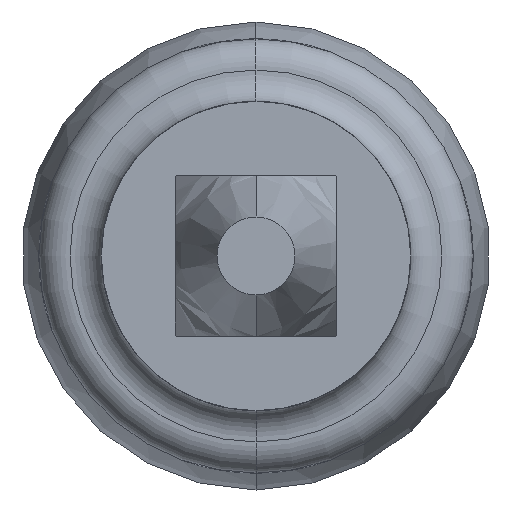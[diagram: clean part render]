
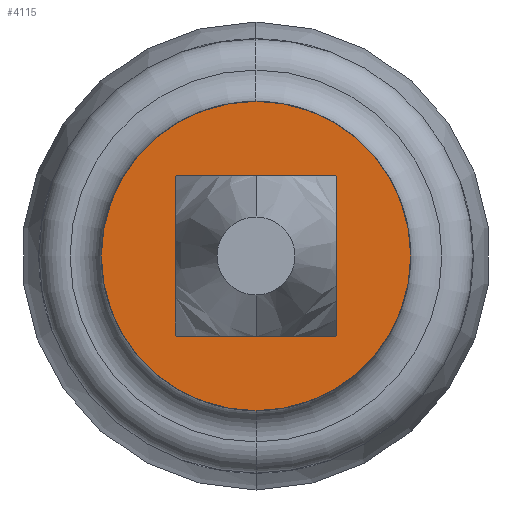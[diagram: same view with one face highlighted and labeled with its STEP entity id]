
A CAD part, front view. The second image highlights one B-rep face of the part: STEP entity #4115.
In plain terms, the highlighted planar face has unit normal (0, -1, 0).
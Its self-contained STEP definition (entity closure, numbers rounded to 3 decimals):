
#11 = DIRECTION ( 'NONE',  ( 0., 0., 1. ) ) ;
#50 = VERTEX_POINT ( 'NONE', #2726 ) ;
#281 = EDGE_CURVE ( 'Defeature ausgef�hrt3_1+Defeature ausgef�hrt3_48+Defeature ausgef�hrt3_54+Defeature ausgef�hrt3_55', #3240, #5636, #2185, .T. ) ;
#341 = FACE_BOUND ( 'NONE', #639, .T. ) ;
#403 = ORIENTED_EDGE ( 'NONE', *, *, #6300, .T. ) ;
#499 = VERTEX_POINT ( 'NONE', #6345 ) ;
#514 = EDGE_CURVE ( 'Defeature ausgef�hrt3_1+Defeature ausgef�hrt3_49+Defeature ausgef�hrt3_55+Defeature ausgef�hrt3_52', #3875, #499, #2469, .T. ) ;
#540 = DIRECTION ( 'NONE',  ( 0., 1., 0. ) ) ;
#595 = CARTESIAN_POINT ( 'NONE',  ( 0., -30., 0.595 ) ) ;
#639 = EDGE_LOOP ( 'NONE', ( #2021, #403, #710, #3497, #3484, #6174, #4847, #4800 ) ) ;
#710 = ORIENTED_EDGE ( 'NONE', *, *, #3122, .F. ) ;
#961 = VERTEX_POINT ( 'NONE', #1918 ) ;
#969 = EDGE_CURVE ( 'Defeature ausgef�hrt3_52+Defeature ausgef�hrt3_1+Defeature ausgef�hrt3_51+Defeature ausgef�hrt3_49', #5051, #499, #2769, .T. ) ;
#975 = CARTESIAN_POINT ( 'NONE',  ( -0.305, -30., -0.31 ) ) ;
#996 = CARTESIAN_POINT ( 'NONE',  ( 0., -30., 0. ) ) ;
#1055 = CARTESIAN_POINT ( 'NONE',  ( 0., -30., 0. ) ) ;
#1078 = DIRECTION ( 'NONE',  ( 0., 0., 1. ) ) ;
#1082 = LINE ( 'NONE', #2692, #3909 ) ;
#1136 = CARTESIAN_POINT ( 'NONE',  ( 0., -30., 0. ) ) ;
#1179 = DIRECTION ( 'NONE',  ( 0., 0., -1. ) ) ;
#1539 = DIRECTION ( 'NONE',  ( 0., 1., 0. ) ) ;
#1630 = CIRCLE ( 'NONE', #2287, 0.435 ) ;
#1644 = DIRECTION ( 'NONE',  ( 0., 0., 1. ) ) ;
#1914 = EDGE_CURVE ( 'Defeature ausgef�hrt3_53+Defeature ausgef�hrt3_1+Defeature ausgef�hrt3_50+Defeature ausgef�hrt3_51', #50, #3998, #4841, .T. ) ;
#1918 = CARTESIAN_POINT ( 'NONE',  ( 0.305, -30., -0.31 ) ) ;
#2021 = ORIENTED_EDGE ( 'NONE', *, *, #1914, .F. ) ;
#2157 = AXIS2_PLACEMENT_3D ( 'NONE', #3499, #1539, #2997 ) ;
#2174 = AXIS2_PLACEMENT_3D ( 'NONE', #4982, #4006, #1078 ) ;
#2185 = CIRCLE ( 'NONE', #2174, 0.435 ) ;
#2287 = AXIS2_PLACEMENT_3D ( 'NONE', #3102, #5576, #2673 ) ;
#2377 = CARTESIAN_POINT ( 'NONE',  ( 0.31, -30., 0.31 ) ) ;
#2413 = LINE ( 'NONE', #5326, #5780 ) ;
#2424 = EDGE_CURVE ( 'Defeature ausgef�hrt3_55+Defeature ausgef�hrt3_1+Defeature ausgef�hrt3_49+Defeature ausgef�hrt3_48', #3875, #5636, #1082, .T. ) ;
#2469 = CIRCLE ( 'NONE', #2580, 0.435 ) ;
#2473 = DIRECTION ( 'NONE',  ( 0., 1., 0. ) ) ;
#2493 = AXIS2_PLACEMENT_3D ( 'NONE', #996, #540, #11 ) ;
#2580 = AXIS2_PLACEMENT_3D ( 'NONE', #1055, #2473, #4492 ) ;
#2639 = DIRECTION ( 'NONE',  ( 0., 1., 0. ) ) ;
#2673 = DIRECTION ( 'NONE',  ( 0., 0., 1. ) ) ;
#2692 = CARTESIAN_POINT ( 'NONE',  ( -0.31, -30., 0.31 ) ) ;
#2726 = CARTESIAN_POINT ( 'NONE',  ( 0.31, -30., -0.305 ) ) ;
#2769 = LINE ( 'NONE', #4361, #3307 ) ;
#2892 = CARTESIAN_POINT ( 'NONE',  ( -0.31, -30., -0.305 ) ) ;
#2997 = DIRECTION ( 'NONE',  ( 0., 0., 1. ) ) ;
#3061 = VECTOR ( 'NONE', #6352, 1000. ) ;
#3102 = CARTESIAN_POINT ( 'NONE',  ( 0., -30., 0. ) ) ;
#3122 = EDGE_CURVE ( 'Defeature ausgef�hrt3_54+Defeature ausgef�hrt3_1+Defeature ausgef�hrt3_48+Defeature ausgef�hrt3_50', #3240, #961, #2413, .T. ) ;
#3240 = VERTEX_POINT ( 'NONE', #975 ) ;
#3262 = ORIENTED_EDGE ( 'NONE', *, *, #4445, .F. ) ;
#3265 = EDGE_LOOP ( 'NONE', ( #6010, #3262 ) ) ;
#3269 = EDGE_CURVE ( 'Defeature ausgef�hrt3_1+Defeature ausgef�hrt3_51+Defeature ausgef�hrt3_52+Defeature ausgef�hrt3_53', #5051, #3998, #5547, .T. ) ;
#3307 = VECTOR ( 'NONE', #5340, 1000. ) ;
#3484 = ORIENTED_EDGE ( 'NONE', *, *, #2424, .F. ) ;
#3497 = ORIENTED_EDGE ( 'NONE', *, *, #281, .T. ) ;
#3499 = CARTESIAN_POINT ( 'NONE',  ( 0., -30., 0. ) ) ;
#3641 = DIRECTION ( 'NONE',  ( 0., 0., 1. ) ) ;
#3647 = AXIS2_PLACEMENT_3D ( 'NONE', #1136, #3663, #3641 ) ;
#3663 = DIRECTION ( 'NONE',  ( 0., 1., 0. ) ) ;
#3875 = VERTEX_POINT ( 'NONE', #6127 ) ;
#3909 = VECTOR ( 'NONE', #1179, 1000. ) ;
#3998 = VERTEX_POINT ( 'NONE', #4852 ) ;
#4006 = DIRECTION ( 'NONE',  ( 0., 1., 0. ) ) ;
#4115 = ADVANCED_FACE ( 'Defeature ausgef�hrt3_1', ( #341, #5532 ), #4571, .F. ) ;
#4361 = CARTESIAN_POINT ( 'NONE',  ( -0.31, -30., 0.31 ) ) ;
#4445 = EDGE_CURVE ( 'Defeature ausgef�hrt3_2+Defeature ausgef�hrt3_1+Defeature ausgef�hrt3_1+Defeature ausgef�hrt3_1', #5071, #4487, #5460, .T. ) ;
#4487 = VERTEX_POINT ( 'NONE', #595 ) ;
#4492 = DIRECTION ( 'NONE',  ( 0., 0., 1. ) ) ;
#4571 = PLANE ( 'NONE',  #5017 ) ;
#4588 = CARTESIAN_POINT ( 'NONE',  ( 0.595, -30., 0. ) ) ;
#4800 = ORIENTED_EDGE ( 'NONE', *, *, #3269, .T. ) ;
#4841 = LINE ( 'NONE', #2377, #3061 ) ;
#4847 = ORIENTED_EDGE ( 'NONE', *, *, #969, .F. ) ;
#4852 = CARTESIAN_POINT ( 'NONE',  ( 0.31, -30., 0.305 ) ) ;
#4891 = DIRECTION ( 'NONE',  ( 1., 0., 0. ) ) ;
#4982 = CARTESIAN_POINT ( 'NONE',  ( 0., -30., 0. ) ) ;
#5017 = AXIS2_PLACEMENT_3D ( 'NONE', #4588, #2639, #1644 ) ;
#5051 = VERTEX_POINT ( 'NONE', #5174 ) ;
#5071 = VERTEX_POINT ( 'NONE', #5126 ) ;
#5126 = CARTESIAN_POINT ( 'NONE',  ( 0., -30., -0.595 ) ) ;
#5174 = CARTESIAN_POINT ( 'NONE',  ( 0.305, -30., 0.31 ) ) ;
#5326 = CARTESIAN_POINT ( 'NONE',  ( -0.31, -30., -0.31 ) ) ;
#5338 = EDGE_CURVE ( 'Defeature ausgef�hrt3_2+Defeature ausgef�hrt3_1+Defeature ausgef�hrt3_1+Defeature ausgef�hrt3_1', #4487, #5071, #5360, .T. ) ;
#5340 = DIRECTION ( 'NONE',  ( -1., 0., 0. ) ) ;
#5360 = CIRCLE ( 'NONE', #3647, 0.595 ) ;
#5460 = CIRCLE ( 'NONE', #2157, 0.595 ) ;
#5532 = FACE_OUTER_BOUND ( 'NONE', #3265, .T. ) ;
#5547 = CIRCLE ( 'NONE', #2493, 0.435 ) ;
#5576 = DIRECTION ( 'NONE',  ( 0., 1., 0. ) ) ;
#5636 = VERTEX_POINT ( 'NONE', #2892 ) ;
#5780 = VECTOR ( 'NONE', #4891, 1000. ) ;
#6010 = ORIENTED_EDGE ( 'NONE', *, *, #5338, .F. ) ;
#6127 = CARTESIAN_POINT ( 'NONE',  ( -0.31, -30., 0.305 ) ) ;
#6174 = ORIENTED_EDGE ( 'NONE', *, *, #514, .T. ) ;
#6300 = EDGE_CURVE ( 'Defeature ausgef�hrt3_1+Defeature ausgef�hrt3_50+Defeature ausgef�hrt3_53+Defeature ausgef�hrt3_54', #50, #961, #1630, .T. ) ;
#6345 = CARTESIAN_POINT ( 'NONE',  ( -0.305, -30., 0.31 ) ) ;
#6352 = DIRECTION ( 'NONE',  ( 0., 0., 1. ) ) ;
